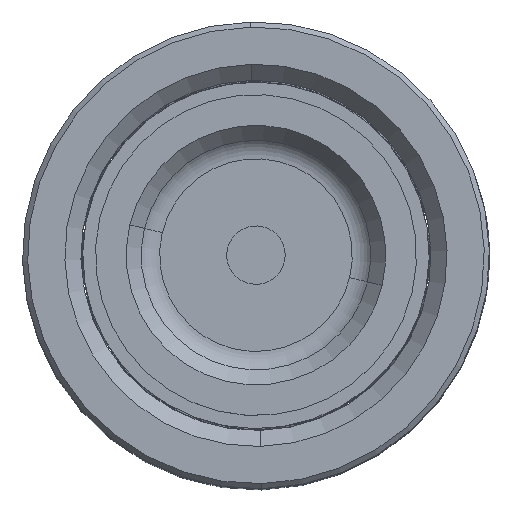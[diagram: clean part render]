
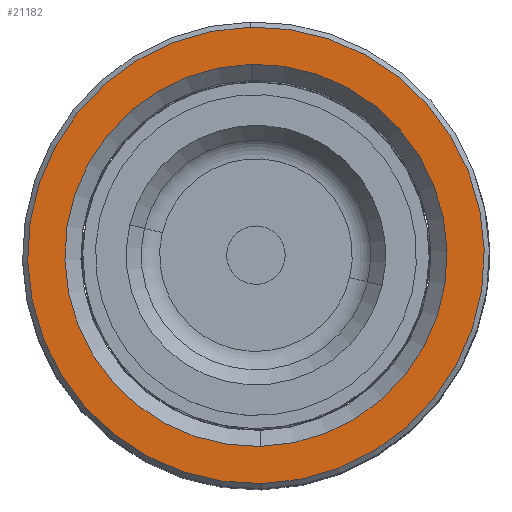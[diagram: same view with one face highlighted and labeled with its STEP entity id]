
A CAD part, top view. The second image highlights one B-rep face of the part: STEP entity #21182.
In plain terms, the highlighted planar face has unit normal (0, 0, 1).
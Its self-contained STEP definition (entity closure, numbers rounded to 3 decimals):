
#612 = EDGE_CURVE ( 'NONE', #23866, #21211, #21995, .T. ) ;
#3194 = CIRCLE ( 'NONE', #20759, 31.3 ) ;
#3251 = PLANE ( 'NONE',  #15751 ) ;
#3288 = CARTESIAN_POINT ( 'NONE',  ( -31.3, 0., 100. ) ) ;
#3646 = DIRECTION ( 'NONE',  ( 1., 0., 0. ) ) ;
#3795 = CARTESIAN_POINT ( 'NONE',  ( 0., 0., 100. ) ) ;
#5559 = ORIENTED_EDGE ( 'NONE', *, *, #612, .T. ) ;
#5743 = AXIS2_PLACEMENT_3D ( 'NONE', #21988, #15127, #29126 ) ;
#6040 = VERTEX_POINT ( 'NONE', #3288 ) ;
#6591 = DIRECTION ( 'NONE',  ( 0., 0., 1. ) ) ;
#7067 = DIRECTION ( 'NONE',  ( 0., 0., 1. ) ) ;
#8301 = ORIENTED_EDGE ( 'NONE', *, *, #27373, .T. ) ;
#8515 = ORIENTED_EDGE ( 'NONE', *, *, #24782, .T. ) ;
#9449 = ORIENTED_EDGE ( 'NONE', *, *, #28900, .T. ) ;
#9862 = FACE_OUTER_BOUND ( 'NONE', #12287, .T. ) ;
#12287 = EDGE_LOOP ( 'NONE', ( #9449, #8515 ) ) ;
#13651 = CARTESIAN_POINT ( 'NONE',  ( -26.2, 0., 100. ) ) ;
#13886 = CIRCLE ( 'NONE', #5743, 31.3 ) ;
#14447 = VERTEX_POINT ( 'NONE', #40376 ) ;
#15127 = DIRECTION ( 'NONE',  ( 0., 0., 1. ) ) ;
#15751 = AXIS2_PLACEMENT_3D ( 'NONE', #27512, #6591, #44887 ) ;
#17025 = DIRECTION ( 'NONE',  ( 0., 0., -1. ) ) ;
#19656 = EDGE_LOOP ( 'NONE', ( #5559, #8301 ) ) ;
#20759 = AXIS2_PLACEMENT_3D ( 'NONE', #38360, #7067, #31508 ) ;
#21182 = ADVANCED_FACE ( 'NONE', ( #9862, #26234 ), #3251, .T. ) ;
#21211 = VERTEX_POINT ( 'NONE', #13651 ) ;
#21988 = CARTESIAN_POINT ( 'NONE',  ( 0., 0., 100. ) ) ;
#21995 = CIRCLE ( 'NONE', #31063, 26.2 ) ;
#23866 = VERTEX_POINT ( 'NONE', #29277 ) ;
#24782 = EDGE_CURVE ( 'NONE', #14447, #6040, #13886, .T. ) ;
#25023 = DIRECTION ( 'NONE',  ( 0., 0., -1. ) ) ;
#26234 = FACE_BOUND ( 'NONE', #19656, .T. ) ;
#27373 = EDGE_CURVE ( 'NONE', #21211, #23866, #33814, .T. ) ;
#27512 = CARTESIAN_POINT ( 'NONE',  ( 0., 0., 100. ) ) ;
#28900 = EDGE_CURVE ( 'NONE', #6040, #14447, #3194, .T. ) ;
#29126 = DIRECTION ( 'NONE',  ( 1., 0., 0. ) ) ;
#29277 = CARTESIAN_POINT ( 'NONE',  ( 26.2, 0., 100. ) ) ;
#30377 = AXIS2_PLACEMENT_3D ( 'NONE', #3795, #25023, #3646 ) ;
#30754 = CARTESIAN_POINT ( 'NONE',  ( 0., 0., 100. ) ) ;
#31063 = AXIS2_PLACEMENT_3D ( 'NONE', #30754, #17025, #33941 ) ;
#31508 = DIRECTION ( 'NONE',  ( 1., 0., 0. ) ) ;
#33814 = CIRCLE ( 'NONE', #30377, 26.2 ) ;
#33941 = DIRECTION ( 'NONE',  ( 1., 0., 0. ) ) ;
#38360 = CARTESIAN_POINT ( 'NONE',  ( 0., 0., 100. ) ) ;
#40376 = CARTESIAN_POINT ( 'NONE',  ( 31.3, 0., 100. ) ) ;
#44887 = DIRECTION ( 'NONE',  ( 1., 0., 0. ) ) ;
